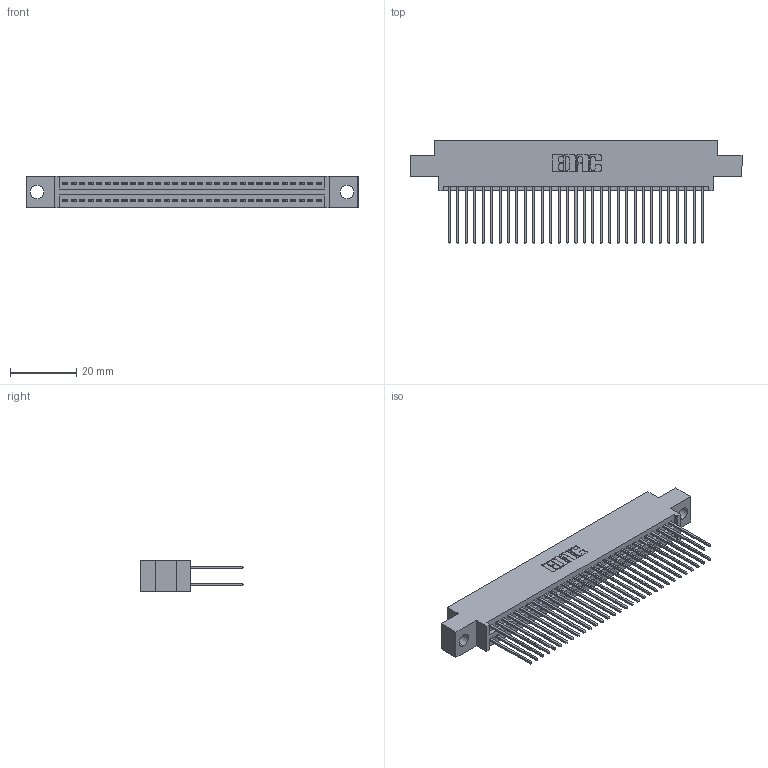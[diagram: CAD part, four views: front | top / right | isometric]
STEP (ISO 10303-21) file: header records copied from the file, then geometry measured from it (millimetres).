
FILE_DESCRIPTION (( 'STEP AP203' ), '1' );
FILE_NAME ('395-062-542-804.STEP', '2021-06-17T02:34:54', ( '' ), ( '' ), 'SwSTEP 2.0', 'SolidWorks 2020', '' );
FILE_SCHEMA (( 'CONFIG_CONTROL_DESIGN' ));
Length unit declared in the file: inch
Products named in the file (3): 345-292-001_345-293-142; 345 Part_0.170 Offset - 0.156 Dia-TI; 395-062-542-804
Assembly tree (63 placements, depth 2):
  395-062-542-804
    345 Part_0.170 Offset - 0.156 Dia-TI
    345-292-001_345-293-142  x62
Bounding box: 99.95 x 31.29 x 9.4 mm (x, y, z)
Volume: 9676.7 mm3; surface area: 15436.5 mm2
Topology: 63 solids, 63 shells, 3244 faces, 9627 edges, 6334 vertices
Faces by surface type: plane 2144, cylinder 1100
Entity records: 26373 total; most frequent: CARTESIAN_POINT 4438, ORIENTED_EDGE 4370, DIRECTION 3925, EDGE_CURVE 2185, LINE 1929, VECTOR 1929, VERTEX_POINT 1454, AXIS2_PLACEMENT_3D 998
